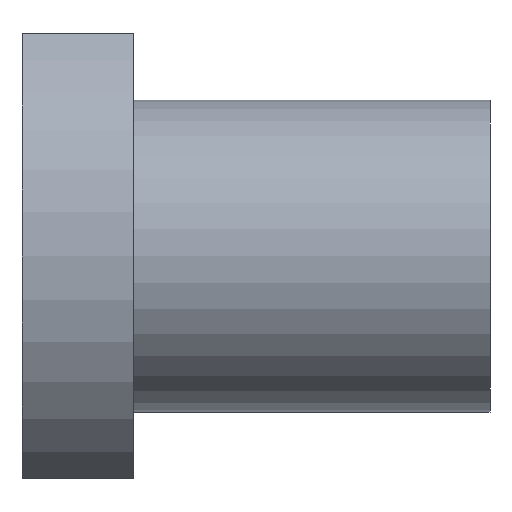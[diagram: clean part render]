
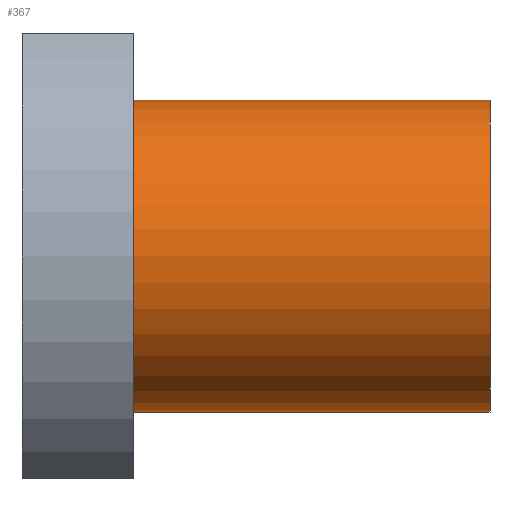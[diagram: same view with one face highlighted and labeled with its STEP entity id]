
A CAD part, front view. The second image highlights one B-rep face of the part: STEP entity #367.
In plain terms, the highlighted cylindrical face has radius 14 mm (diameter 28 mm), a partial arc.
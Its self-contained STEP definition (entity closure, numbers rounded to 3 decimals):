
#45 = CIRCLE ( 'NONE', #49, 14. ) ;
#46 = DIRECTION ( 'NONE',  ( 0., 0., -1. ) ) ;
#47 = DIRECTION ( 'NONE',  ( 1., 0., 0. ) ) ;
#48 = CARTESIAN_POINT ( 'NONE',  ( 10., 0., 0. ) ) ;
#49 = AXIS2_PLACEMENT_3D ( 'NONE', #48, #47, #46 ) ;
#61 = CARTESIAN_POINT ( 'NONE',  ( 10., 0., 14. ) ) ;
#95 = DIRECTION ( 'NONE',  ( -1., 0., 0. ) ) ;
#96 = VECTOR ( 'NONE', #95, 1000. ) ;
#97 = CARTESIAN_POINT ( 'NONE',  ( 42., 0., -14. ) ) ;
#98 = LINE ( 'NONE', #97, #96 ) ;
#214 = CARTESIAN_POINT ( 'NONE',  ( 10., 0., -14. ) ) ;
#261 = CARTESIAN_POINT ( 'NONE',  ( 42., 0., 14. ) ) ;
#262 = CARTESIAN_POINT ( 'NONE',  ( 42., 0., -14. ) ) ;
#329 = ORIENTED_EDGE ( 'NONE', *, *, #330, .F. ) ;
#330 = EDGE_CURVE ( 'NONE', #522, #521, #742, .T. ) ;
#331 = ORIENTED_EDGE ( 'NONE', *, *, #383, .T. ) ;
#367 = ADVANCED_FACE ( 'NONE', ( #588 ), #587, .T. ) ;
#368 = ORIENTED_EDGE ( 'NONE', *, *, #553, .F. ) ;
#383 = EDGE_CURVE ( 'NONE', #522, #568, #669, .T. ) ;
#433 = ORIENTED_EDGE ( 'NONE', *, *, #459, .T. ) ;
#440 = EDGE_LOOP ( 'NONE', ( #368, #329, #331, #433 ) ) ;
#459 = EDGE_CURVE ( 'NONE', #568, #540, #45, .T. ) ;
#521 = VERTEX_POINT ( 'NONE', #262 ) ;
#522 = VERTEX_POINT ( 'NONE', #261 ) ;
#540 = VERTEX_POINT ( 'NONE', #214 ) ;
#553 = EDGE_CURVE ( 'NONE', #521, #540, #98, .T. ) ;
#568 = VERTEX_POINT ( 'NONE', #61 ) ;
#587 = CYLINDRICAL_SURFACE ( 'NONE', #640, 14. ) ;
#588 = FACE_OUTER_BOUND ( 'NONE', #440, .T. ) ;
#636 = DIRECTION ( 'NONE',  ( 0., 0., 1. ) ) ;
#637 = DIRECTION ( 'NONE',  ( -1., 0., 0. ) ) ;
#638 = CARTESIAN_POINT ( 'NONE',  ( 42., 0., 0. ) ) ;
#640 = AXIS2_PLACEMENT_3D ( 'NONE', #638, #637, #636 ) ;
#666 = DIRECTION ( 'NONE',  ( -1., 0., 0. ) ) ;
#667 = VECTOR ( 'NONE', #666, 1000. ) ;
#668 = CARTESIAN_POINT ( 'NONE',  ( 42., 0., 14. ) ) ;
#669 = LINE ( 'NONE', #668, #667 ) ;
#738 = DIRECTION ( 'NONE',  ( 0., 0., -1. ) ) ;
#739 = DIRECTION ( 'NONE',  ( 1., 0., 0. ) ) ;
#740 = CARTESIAN_POINT ( 'NONE',  ( 42., 0., 0. ) ) ;
#741 = AXIS2_PLACEMENT_3D ( 'NONE', #740, #739, #738 ) ;
#742 = CIRCLE ( 'NONE', #741, 14. ) ;
